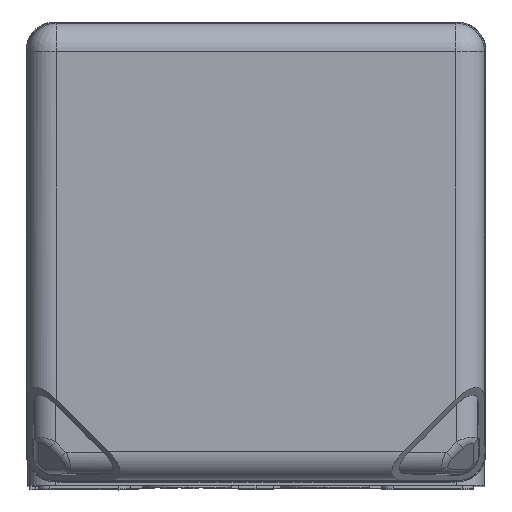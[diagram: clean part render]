
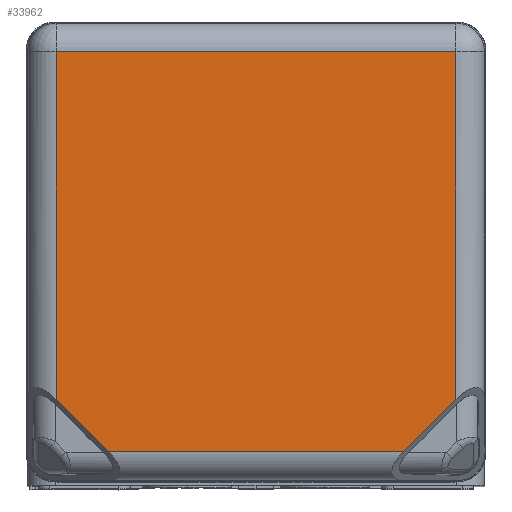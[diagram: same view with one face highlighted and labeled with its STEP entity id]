
A CAD part, top view. The second image highlights one B-rep face of the part: STEP entity #33962.
In plain terms, the highlighted planar face has unit normal (0, 0, 1).
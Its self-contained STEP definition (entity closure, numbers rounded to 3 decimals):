
#9354=DIRECTION('',(0.,1.,0.));
#9355=VECTOR('',#9354,30.372);
#9356=CARTESIAN_POINT('',(-17.473,-12.349,
40.15));
#9357=LINE('',#9356,#9355);
#9358=DIRECTION('',(1.,0.,0.));
#9359=VECTOR('',#9358,34.946);
#9360=CARTESIAN_POINT('',(-17.473,18.023,40.15));
#9361=LINE('',#9360,#9359);
#9362=DIRECTION('',(0.,-1.,0.));
#9363=VECTOR('',#9362,30.372);
#9364=CARTESIAN_POINT('',(17.473,18.023,40.15));
#9365=LINE('',#9364,#9363);
#9366=DIRECTION('',(-0.707,-0.707,0.));
#9367=VECTOR('',#9366,6.468);
#9368=CARTESIAN_POINT('',(17.473,-12.349,40.15));
#9369=LINE('',#9368,#9367);
#9370=DIRECTION('',(-1.,0.,0.));
#9371=VECTOR('',#9370,25.799);
#9372=CARTESIAN_POINT('',(12.899,-16.923,40.15));
#9373=LINE('',#9372,#9371);
#9374=DIRECTION('',(-0.707,0.707,0.));
#9375=VECTOR('',#9374,6.468);
#9376=CARTESIAN_POINT('',(-12.899,-16.923,
40.15));
#9377=LINE('',#9376,#9375);
#18451=CARTESIAN_POINT('',(-17.473,-12.349,
40.15));
#18452=CARTESIAN_POINT('',(-17.473,18.023,
40.15));
#18453=VERTEX_POINT('',#18451);
#18454=VERTEX_POINT('',#18452);
#18455=CARTESIAN_POINT('',(17.473,18.023,40.15));
#18456=VERTEX_POINT('',#18455);
#18457=CARTESIAN_POINT('',(17.473,-12.349,
40.15));
#18458=VERTEX_POINT('',#18457);
#18459=CARTESIAN_POINT('',(12.899,-16.923,
40.15));
#18460=VERTEX_POINT('',#18459);
#18461=CARTESIAN_POINT('',(-12.899,-16.923,
40.15));
#18462=VERTEX_POINT('',#18461);
#33944=CARTESIAN_POINT('',(0.,0.55,
40.15));
#33945=DIRECTION('',(0.,0.,-1.));
#33946=DIRECTION('',(0.,-1.,0.));
#33947=AXIS2_PLACEMENT_3D('',#33944,#33945,#33946);
#33948=PLANE('',#33947);
#33950=ORIENTED_EDGE('',*,*,#33949,.T.);
#33952=ORIENTED_EDGE('',*,*,#33951,.T.);
#33954=ORIENTED_EDGE('',*,*,#33953,.T.);
#33956=ORIENTED_EDGE('',*,*,#33955,.T.);
#33958=ORIENTED_EDGE('',*,*,#33957,.T.);
#33959=ORIENTED_EDGE('',*,*,#33911,.T.);
#33960=EDGE_LOOP('',(#33950,#33952,#33954,#33956,#33958,#33959));
#33961=FACE_OUTER_BOUND('',#33960,.F.);
#33962=ADVANCED_FACE('',(#33961),#33948,.F.);
#33911=EDGE_CURVE('',#18462,#18453,#9377,.T.);
#33949=EDGE_CURVE('',#18453,#18454,#9357,.T.);
#33951=EDGE_CURVE('',#18454,#18456,#9361,.T.);
#33953=EDGE_CURVE('',#18456,#18458,#9365,.T.);
#33955=EDGE_CURVE('',#18458,#18460,#9369,.T.);
#33957=EDGE_CURVE('',#18460,#18462,#9373,.T.);
